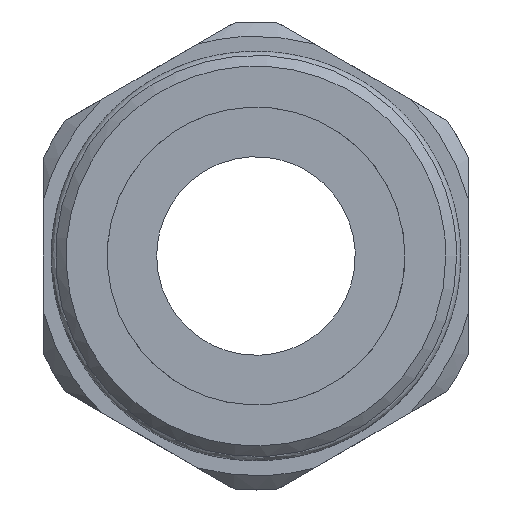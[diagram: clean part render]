
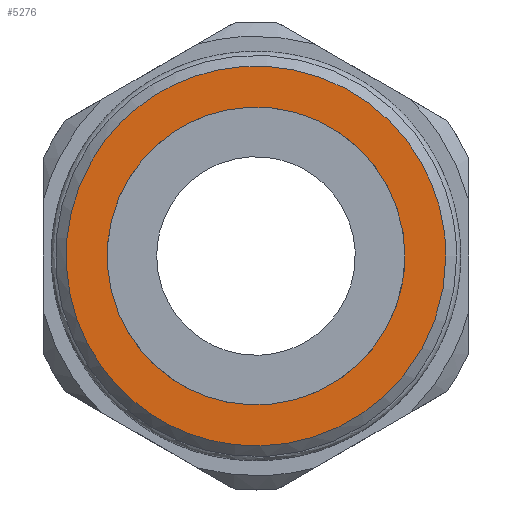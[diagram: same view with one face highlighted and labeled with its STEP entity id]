
A CAD part, front view. The second image highlights one B-rep face of the part: STEP entity #5276.
In plain terms, the highlighted free-form (B-spline) face has degree [1, 1] with [2, 2] control points.
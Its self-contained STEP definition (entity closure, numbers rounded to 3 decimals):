
#5218=CARTESIAN_POINT('V73',(10.5,0.0,0.));
#5219=VERTEX_POINT('V73',#5218);
#5225=CARTESIAN_POINT('E113',(10.5,0.0,0.)
   );
#5226=CARTESIAN_POINT('E113',(10.5,0.,
   18.187));
#5227=CARTESIAN_POINT('E113',(-5.25,0.0,
   9.093));
#5228=CARTESIAN_POINT('E113',(-21.0,0.,0.));
#5229=CARTESIAN_POINT('E113',(-5.25,0.0,
   -9.093));
#5230=CARTESIAN_POINT('E113',(10.5,0.,
   -18.187));
#5231=CARTESIAN_POINT('E113',(10.5,0.0,0.)
   );
#5239=(BOUNDED_CURVE()B_SPLINE_CURVE(2,(#5225,#5226,#5227,#5228,
   #5229,#5230,#5231),.CIRCULAR_ARC.,.T.,.U.)
   B_SPLINE_CURVE_WITH_KNOTS((3,2,2,3),(0.0,72.746,
   145.492,218.238),.UNSPECIFIED.)CURVE()
   GEOMETRIC_REPRESENTATION_ITEM()RATIONAL_B_SPLINE_CURVE((1.0,
   0.5,1.0,0.5,1.0,0.5,1.0)
   )REPRESENTATION_ITEM('E113'));
#5240=EDGE_CURVE('E113',#5219,#5219,#5239,.T.);
#5247=CARTESIAN_POINT('F46',(-14.729,0.,
   -14.729));
#5248=CARTESIAN_POINT('F46',(14.729,0.,
   -14.729));
#5249=CARTESIAN_POINT('F46',(-14.729,0.,
   14.729));
#5250=CARTESIAN_POINT('F46',(14.729,0.,
   14.729));
#5251=QUASI_UNIFORM_SURFACE('F46',1,1,((#5247,#5249),(#5248,#5250))
,.PLANE_SURF.,.F.,.F.,.U.);
#5252=CARTESIAN_POINT('V72',(13.39,0.0,0.));
#5253=VERTEX_POINT('V72',#5252);
#5254=CARTESIAN_POINT('E112',(13.39,0.0,0.)
   );
#5255=CARTESIAN_POINT('E112',(13.39,0.,
   -23.192));
#5256=CARTESIAN_POINT('E112',(-6.695,0.0,
   -11.596));
#5257=CARTESIAN_POINT('E112',(-26.78,0.,
   0.));
#5258=CARTESIAN_POINT('E112',(-6.695,0.0,
   11.596));
#5259=CARTESIAN_POINT('E112',(13.39,0.,
   23.192));
#5260=CARTESIAN_POINT('E112',(13.39,0.0,0.)
   );
#5268=(BOUNDED_CURVE()B_SPLINE_CURVE(2,(#5254,#5255,#5256,#5257,
   #5258,#5259,#5260),.CIRCULAR_ARC.,.T.,.U.)
   B_SPLINE_CURVE_WITH_KNOTS((3,2,2,3),(0.0,0.333,
   0.667,1.0),.UNSPECIFIED.)CURVE()
   GEOMETRIC_REPRESENTATION_ITEM()RATIONAL_B_SPLINE_CURVE((1.0,
   0.5,1.0,0.5,1.0,0.5,1.0)
   )REPRESENTATION_ITEM('E112'));
#5269=EDGE_CURVE('E112',#5253,#5253,#5268,.T.);
#5270=ORIENTED_EDGE('E112',*,*,#5269,.F.);
#5271=EDGE_LOOP('F46',(#5270));
#5272=FACE_OUTER_BOUND('F46',#5271,.T.);
#5273=ORIENTED_EDGE('E113',*,*,#5240,.F.);
#5274=EDGE_LOOP('F46',(#5273));
#5275=FACE_BOUND('F46',#5274,.T.);
#5276=ADVANCED_FACE('F46',(#5272,#5275),#5251,.T.);
